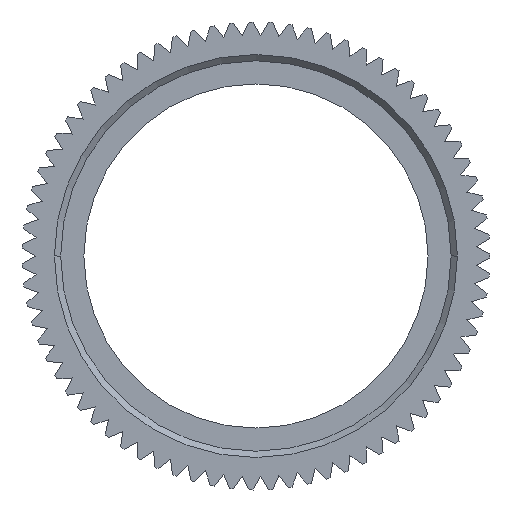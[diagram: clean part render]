
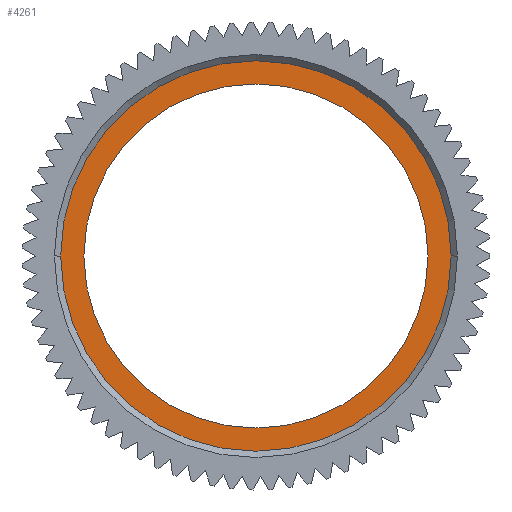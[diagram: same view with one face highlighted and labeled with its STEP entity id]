
A CAD part, left-side view. The second image highlights one B-rep face of the part: STEP entity #4261.
In plain terms, the highlighted planar face has unit normal (-1, 0, 0).
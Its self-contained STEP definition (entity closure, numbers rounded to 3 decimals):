
#628 = CARTESIAN_POINT ( 'NONE',  ( 4.25, 0., 0. ) ) ;
#629 = DIRECTION ( 'NONE',  ( 1., 0., 0. ) ) ;
#630 = DIRECTION ( 'NONE',  ( 0., 1., 0. ) ) ;
#631 = CARTESIAN_POINT ( 'NONE',  ( 4.25, 0., 0. ) ) ;
#632 = DIRECTION ( 'NONE',  ( 1., 0., 0. ) ) ;
#633 = DIRECTION ( 'NONE',  ( 0., 1., 0. ) ) ;
#1065 = VERTEX_POINT ( 'NONE', #6236 ) ;
#1267 = VERTEX_POINT ( 'NONE', #6329 ) ;
#1389 = EDGE_CURVE ( 'NONE', #7775, #1065, #5837, .T. ) ;
#1395 = EDGE_CURVE ( 'NONE', #1267, #7726, #5871, .T. ) ;
#2719 = ORIENTED_EDGE ( 'NONE', *, *, #1389, .T. ) ;
#2921 = ORIENTED_EDGE ( 'NONE', *, *, #6110, .T. ) ;
#2928 = ORIENTED_EDGE ( 'NONE', *, *, #6109, .F. ) ;
#2947 = ORIENTED_EDGE ( 'NONE', *, *, #1395, .F. ) ;
#3959 = CARTESIAN_POINT ( 'NONE',  ( 4.25, 12.8, 0. ) ) ;
#3971 = FACE_BOUND ( 'NONE', #5728, .T. ) ;
#3972 = FACE_OUTER_BOUND ( 'NONE', #5350, .T. ) ;
#3973 = PLANE ( 'NONE',  #4407 ) ;
#3975 = DIRECTION ( 'NONE',  ( -1., 0., 0. ) ) ;
#3976 = DIRECTION ( 'NONE',  ( 0., -1., 0. ) ) ;
#4261 = ADVANCED_FACE ( 'NONE', ( #3971, #3972 ), #3973, .T. ) ;
#4407 = AXIS2_PLACEMENT_3D ( 'NONE', #3959, #3975, #3976 ) ;
#5350 = EDGE_LOOP ( 'NONE', ( #2928, #2947 ) ) ;
#5728 = EDGE_LOOP ( 'NONE', ( #2921, #2719 ) ) ;
#5837 = CIRCLE ( 'NONE', #5938, 10.975 ) ;
#5840 = AXIS2_PLACEMENT_3D ( 'NONE', #6668, #6669, #6670 ) ;
#5871 = CIRCLE ( 'NONE', #5840, 12.8 ) ;
#5938 = AXIS2_PLACEMENT_3D ( 'NONE', #6650, #6651, #6652 ) ;
#6109 = EDGE_CURVE ( 'NONE', #7726, #1267, #7948, .T. ) ;
#6110 = EDGE_CURVE ( 'NONE', #1065, #7775, #8055, .T. ) ;
#6236 = CARTESIAN_POINT ( 'NONE',  ( 4.25, 10.975, 0. ) ) ;
#6329 = CARTESIAN_POINT ( 'NONE',  ( 4.25, -12.8, 0. ) ) ;
#6650 = CARTESIAN_POINT ( 'NONE',  ( 4.25, 0., 0. ) ) ;
#6651 = DIRECTION ( 'NONE',  ( 1., 0., 0. ) ) ;
#6652 = DIRECTION ( 'NONE',  ( 0., 1., 0. ) ) ;
#6668 = CARTESIAN_POINT ( 'NONE',  ( 4.25, 0., 0. ) ) ;
#6669 = DIRECTION ( 'NONE',  ( 1., 0., 0. ) ) ;
#6670 = DIRECTION ( 'NONE',  ( 0., 1., 0. ) ) ;
#6822 = CARTESIAN_POINT ( 'NONE',  ( 4.25, 12.8, 0. ) ) ;
#6861 = CARTESIAN_POINT ( 'NONE',  ( 4.25, -10.975, 0. ) ) ;
#7726 = VERTEX_POINT ( 'NONE', #6822 ) ;
#7775 = VERTEX_POINT ( 'NONE', #6861 ) ;
#7948 = CIRCLE ( 'NONE', #8041, 12.8 ) ;
#7967 = AXIS2_PLACEMENT_3D ( 'NONE', #631, #632, #633 ) ;
#8041 = AXIS2_PLACEMENT_3D ( 'NONE', #628, #629, #630 ) ;
#8055 = CIRCLE ( 'NONE', #7967, 10.975 ) ;
